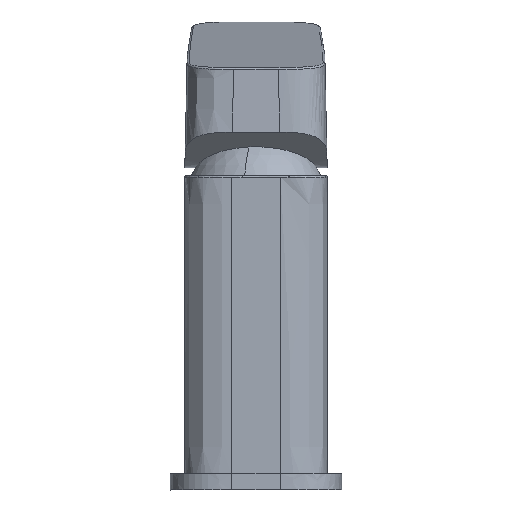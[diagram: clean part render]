
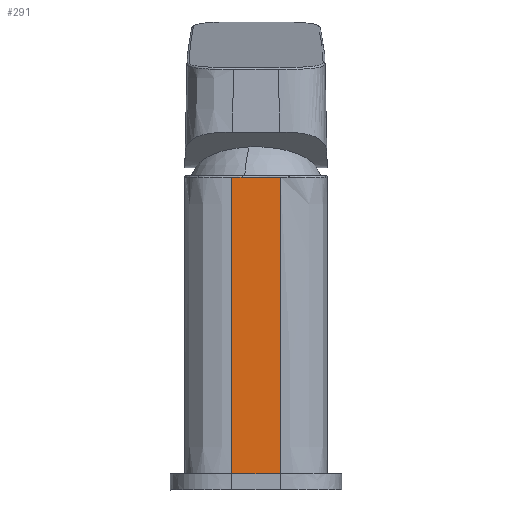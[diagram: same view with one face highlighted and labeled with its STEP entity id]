
A CAD part, left-side view. The second image highlights one B-rep face of the part: STEP entity #291.
In plain terms, the highlighted cylindrical face has radius 1839.94 mm (diameter 3679.89 mm), a partial arc.
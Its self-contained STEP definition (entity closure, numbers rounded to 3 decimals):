
#34=LINE('',#8500,#178);
#126=CYLINDRICAL_SURFACE('',#10623,1839.943);
#178=VECTOR('',#10709,83.134);
#291=ADVANCED_FACE('extract',(#414),#126,.T.);
#414=FACE_OUTER_BOUND('',#1970,.T.);
#464=CIRCLE('',#10599,1840.164);
#898=ORIENTED_EDGE('',*,*,#1343,.T.);
#899=ORIENTED_EDGE('',*,*,#1145,.T.);
#900=ORIENTED_EDGE('',*,*,#1309,.F.);
#901=ORIENTED_EDGE('',*,*,#1335,.T.);
#902=ORIENTED_EDGE('',*,*,#1333,.T.);
#1145=EDGE_CURVE('11',#1699,#1698,#464,.T.);
#1309=EDGE_CURVE('175',#1814,#1698,#34,.T.);
#1333=EDGE_CURVE('199',#1825,#1824,#1641,.T.);
#1335=EDGE_CURVE('201',#1814,#1825,#1643,.T.);
#1343=EDGE_CURVE('209',#1824,#1699,#1651,.T.);
#1641=B_SPLINE_CURVE_WITH_KNOTS('',3,(#9915,#9916,#9917,#9905),.UNSPECIFIED.,.F.,.U.,(4,4),(0.,1.),.UNSPECIFIED.);
#1643=B_SPLINE_CURVE_WITH_KNOTS('',3,(#8500,#9948,#9949,#9915),.UNSPECIFIED.,.F.,.U.,(4,4),(0.,1.),.UNSPECIFIED.);
#1651=B_SPLINE_CURVE_WITH_KNOTS('',3,(#9905,#10114,#10115,#3188),.UNSPECIFIED.,.F.,.U.,(4,4),(0.,1.),.UNSPECIFIED.);
#1698=VERTEX_POINT('11',#3174);
#1699=VERTEX_POINT('12',#3188);
#1814=VERTEX_POINT('127',#8500);
#1824=VERTEX_POINT('137',#9905);
#1825=VERTEX_POINT('138',#9915);
#1970=EDGE_LOOP('',(#898,#899,#900,#901,#902));
#3174=CARTESIAN_POINT('',(-19.987,-6.893,4.));
#3188=CARTESIAN_POINT('',(-19.987,6.893,4.));
#3189=CARTESIAN_POINT('',(1820.165,0.001,4.));
#8500=CARTESIAN_POINT('',(-19.987,-6.893,87.134));
#9905=CARTESIAN_POINT('',(-19.987,6.893,87.134));
#9915=CARTESIAN_POINT('',(-19.996,3.904,87.134));
#9916=CARTESIAN_POINT('',(-19.993,4.901,87.134));
#9917=CARTESIAN_POINT('',(-19.99,5.897,87.134));
#9948=CARTESIAN_POINT('',(-20.,-3.294,87.134));
#9949=CARTESIAN_POINT('',(-20.003,0.305,87.134));
#10113=CARTESIAN_POINT('',(1819.943,0.,4.));
#10114=CARTESIAN_POINT('',(-19.987,6.893,59.423));
#10115=CARTESIAN_POINT('',(-19.987,6.893,31.711));
#10599=AXIS2_PLACEMENT_3D('',#3189,#10700,#10708);
#10623=AXIS2_PLACEMENT_3D('',#10113,#10700,#10708);
#10700=DIRECTION('',(0.,0.,1.));
#10708=DIRECTION('',(-1.,0.004,0.));
#10709=DIRECTION('',(0.,0.,-1.));
